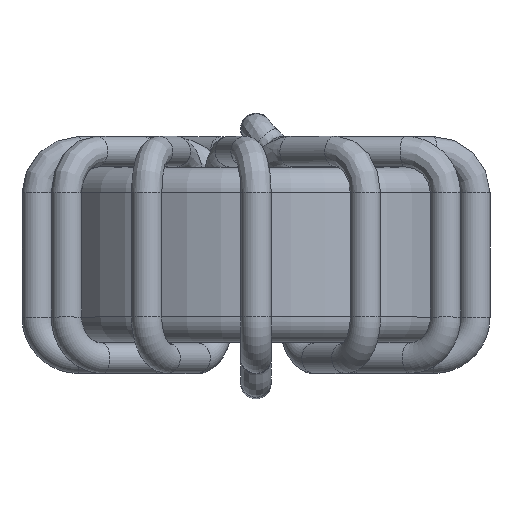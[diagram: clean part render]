
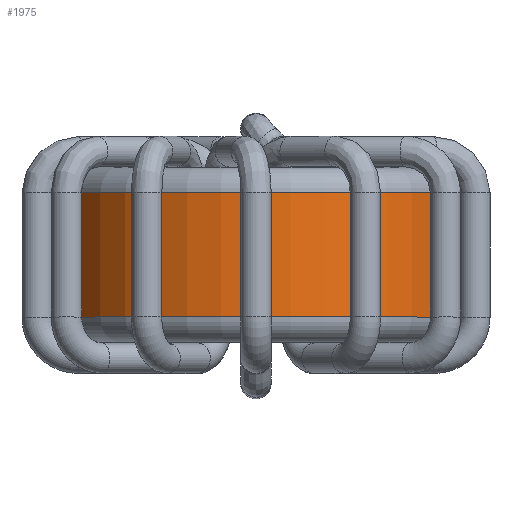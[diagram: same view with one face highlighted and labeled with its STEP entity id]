
A CAD part, top view. The second image highlights one B-rep face of the part: STEP entity #1975.
In plain terms, the highlighted cylindrical face has radius 4 mm (diameter 8 mm), a full revolution.
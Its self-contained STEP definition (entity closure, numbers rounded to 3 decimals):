
#303=ORIENTED_EDGE('',*,*,#422,.T.);
#304=ORIENTED_EDGE('',*,*,#423,.T.);
#422=EDGE_CURVE('',#531,#531,#635,.T.);
#423=EDGE_CURVE('',#532,#532,#636,.T.);
#531=VERTEX_POINT('',#5648);
#532=VERTEX_POINT('',#5650);
#635=CIRCLE('',#2164,4.);
#636=CIRCLE('',#2165,4.);
#839=EDGE_LOOP('',(#303));
#840=EDGE_LOOP('',(#304));
#1051=FACE_BOUND('',#839,.T.);
#1052=FACE_BOUND('',#840,.T.);
#1114=CYLINDRICAL_SURFACE('',#2163,4.);
#1975=ADVANCED_FACE('',(#1051,#1052),#1114,.T.);
#2163=AXIS2_PLACEMENT_3D('',#5646,#2520,#2521);
#2164=AXIS2_PLACEMENT_3D('',#5647,#2522,#2523);
#2165=AXIS2_PLACEMENT_3D('',#5649,#2524,#2525);
#2520=DIRECTION('',(0.,-1.,0.));
#2521=DIRECTION('',(0.,0.,-1.));
#2522=DIRECTION('',(0.,1.,0.));
#2523=DIRECTION('',(0.,0.,1.));
#2524=DIRECTION('',(0.,-1.,0.));
#2525=DIRECTION('',(0.,0.,-1.));
#5646=CARTESIAN_POINT('',(0.,0.,0.));
#5647=CARTESIAN_POINT('',(0.,-1.225,0.));
#5648=CARTESIAN_POINT('',(0.,-1.225,4.));
#5649=CARTESIAN_POINT('',(0.,1.225,0.));
#5650=CARTESIAN_POINT('',(0.,1.225,-4.));
